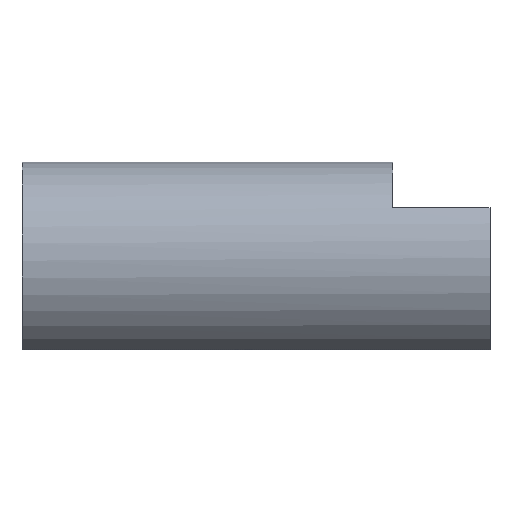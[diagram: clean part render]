
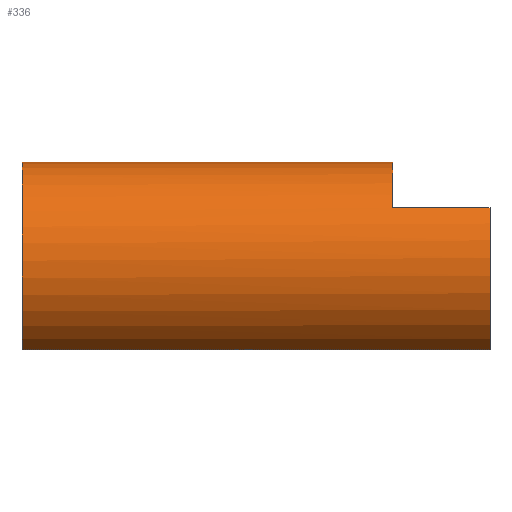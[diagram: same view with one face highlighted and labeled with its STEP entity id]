
A CAD part, left-side view. The second image highlights one B-rep face of the part: STEP entity #336.
In plain terms, the highlighted cylindrical face has radius 10.5 mm (diameter 21 mm), a partial arc.
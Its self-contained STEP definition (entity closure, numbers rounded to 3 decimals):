
#18=CYLINDRICAL_SURFACE('',#382,10.5);
#30=LINE('',#544,#58);
#39=LINE('',#572,#67);
#42=LINE('',#580,#70);
#46=LINE('',#586,#74);
#58=VECTOR('',#432,10.);
#67=VECTOR('',#459,10.);
#70=VECTOR('',#468,10.);
#74=VECTOR('',#474,10.);
#102=FACE_OUTER_BOUND('',#120,.T.);
#120=EDGE_LOOP('',(#295,#296,#297,#298,#299,#300,#301,#302));
#133=CIRCLE('',#373,10.5);
#136=CIRCLE('',#379,10.5);
#137=CIRCLE('',#383,10.5);
#138=CIRCLE('',#384,10.5);
#159=VERTEX_POINT('',#540);
#161=VERTEX_POINT('',#543);
#165=VERTEX_POINT('',#555);
#170=VERTEX_POINT('',#568);
#171=VERTEX_POINT('',#570);
#172=VERTEX_POINT('',#574);
#173=VERTEX_POINT('',#579);
#174=VERTEX_POINT('',#584);
#198=EDGE_CURVE('',#159,#161,#30,.T.);
#205=EDGE_CURVE('',#161,#165,#133,.T.);
#212=EDGE_CURVE('',#170,#171,#39,.T.);
#213=EDGE_CURVE('',#172,#171,#136,.T.);
#216=EDGE_CURVE('',#173,#165,#42,.T.);
#220=EDGE_CURVE('',#172,#174,#46,.T.);
#221=EDGE_CURVE('',#159,#170,#137,.T.);
#222=EDGE_CURVE('',#173,#174,#138,.T.);
#295=ORIENTED_EDGE('',*,*,#221,.T.);
#296=ORIENTED_EDGE('',*,*,#212,.T.);
#297=ORIENTED_EDGE('',*,*,#213,.F.);
#298=ORIENTED_EDGE('',*,*,#220,.T.);
#299=ORIENTED_EDGE('',*,*,#222,.F.);
#300=ORIENTED_EDGE('',*,*,#216,.T.);
#301=ORIENTED_EDGE('',*,*,#205,.F.);
#302=ORIENTED_EDGE('',*,*,#198,.F.);
#336=ADVANCED_FACE('',(#102),#18,.T.);
#373=AXIS2_PLACEMENT_3D('',#557,#445,#446);
#379=AXIS2_PLACEMENT_3D('',#575,#462,#463);
#382=AXIS2_PLACEMENT_3D('',#587,#475,#476);
#383=AXIS2_PLACEMENT_3D('',#588,#477,#478);
#384=AXIS2_PLACEMENT_3D('',#589,#479,#480);
#432=DIRECTION('',(0.,-1.,0.));
#445=DIRECTION('center_axis',(0.,-1.,0.));
#446=DIRECTION('ref_axis',(1.,0.,0.));
#459=DIRECTION('',(0.,-1.,0.));
#462=DIRECTION('center_axis',(0.,-1.,0.));
#463=DIRECTION('ref_axis',(1.,0.,0.));
#468=DIRECTION('',(0.,-1.,0.));
#474=DIRECTION('',(0.,1.,0.));
#475=DIRECTION('center_axis',(0.,1.,0.));
#476=DIRECTION('ref_axis',(0.,0.,1.));
#477=DIRECTION('center_axis',(0.,1.,0.));
#478=DIRECTION('ref_axis',(1.,0.,0.));
#479=DIRECTION('center_axis',(0.,1.,0.));
#480=DIRECTION('ref_axis',(1.,0.,0.));
#540=CARTESIAN_POINT('',(-8.737,0.,5.824));
#543=CARTESIAN_POINT('',(-8.737,-10.,5.824));
#544=CARTESIAN_POINT('',(-8.737,0.,5.824));
#555=CARTESIAN_POINT('',(-5.824,-10.,-8.737));
#557=CARTESIAN_POINT('Origin',(0.,-10.,0.));
#568=CARTESIAN_POINT('',(8.737,0.,5.824));
#570=CARTESIAN_POINT('',(8.737,-10.,5.824));
#572=CARTESIAN_POINT('',(8.737,0.,5.824));
#574=CARTESIAN_POINT('',(5.824,-10.,-8.737));
#575=CARTESIAN_POINT('Origin',(0.,-10.,0.));
#579=CARTESIAN_POINT('',(-5.824,38.,-8.737));
#580=CARTESIAN_POINT('',(-5.824,0.,-8.737));
#584=CARTESIAN_POINT('',(5.824,38.,-8.737));
#586=CARTESIAN_POINT('',(5.824,0.,-8.737));
#587=CARTESIAN_POINT('Origin',(0.,0.,0.));
#588=CARTESIAN_POINT('Origin',(0.,0.,0.));
#589=CARTESIAN_POINT('Origin',(0.,38.,0.));
